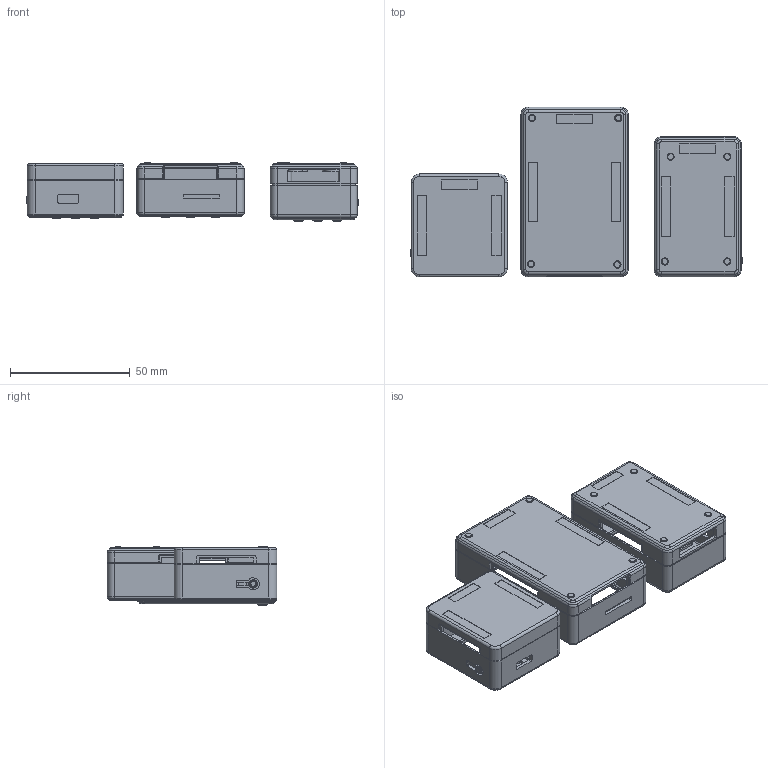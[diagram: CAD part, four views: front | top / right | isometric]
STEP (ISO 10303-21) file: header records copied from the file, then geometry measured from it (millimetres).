
FILE_DESCRIPTION((''),'2;1');
FILE_NAME('00-LILY_ASM','2018-06-25T',('Administrator'),(''),'CREO PARAMETRIC BY PTC INC, 2014350','CREO PARAMETRIC BY PTC INC, 2014350','');
FILE_SCHEMA(('CONFIG_CONTROL_DESIGN','GEOMETRIC_VALIDATION_PROPERTIES_MIM'));
Length unit declared in the file: millimetre
Products named in the file (10): T12-TOP; T12-DOWN; 01-T12_8266_ASM; T4-TOP; T4-DOWN; 02-T4_ASM; T10-TOP; T10-DOWN; 03-T10_ASM; 00-LILY_ASM
Assembly tree (9 placements, depth 3):
  00-LILY_ASM
    01-T12_8266_ASM
      T12-TOP
      T12-DOWN
    02-T4_ASM
      T4-TOP
      T4-DOWN
    03-T10_ASM
      T10-TOP
      T10-DOWN
Bounding box: 138.6 x 70.86 x 24.4 mm (x, y, z)
Volume: 29699.3 mm3; surface area: 48738 mm2
Topology: 6 solids, 6 shells, 1687 faces, 4510 edges, 2896 vertices
Faces by surface type: plane 873, cylinder 575, cone 149, torus 64, bspline 26
Entity records: 63731 total; most frequent: CARTESIAN_POINT 10403, DIRECTION 9170, ORIENTED_EDGE 9020, EDGE_CURVE 4510, AXIS2_PLACEMENT_3D 3149, VERTEX_POINT 2896, VECTOR 2872, LINE 2872
